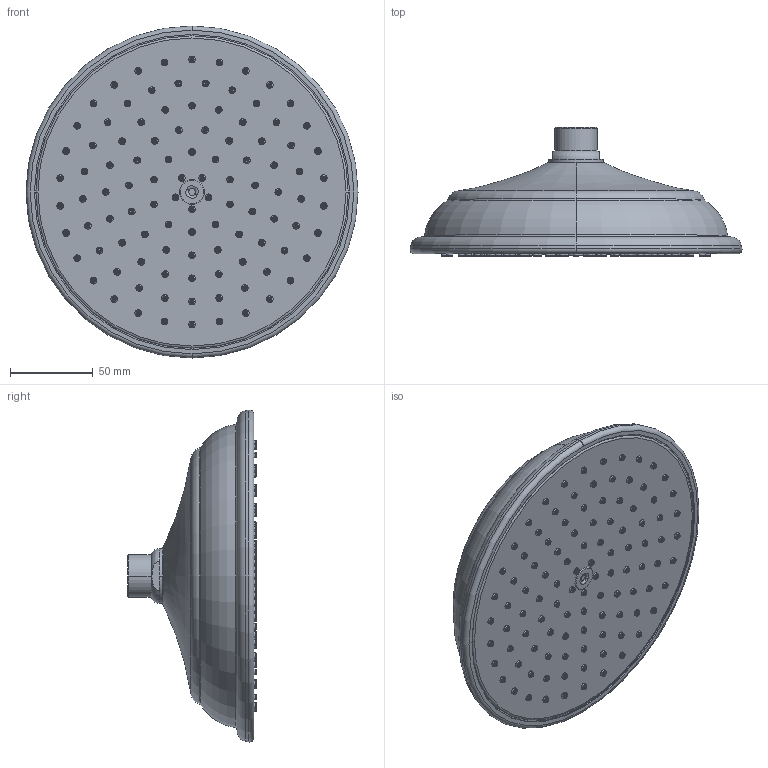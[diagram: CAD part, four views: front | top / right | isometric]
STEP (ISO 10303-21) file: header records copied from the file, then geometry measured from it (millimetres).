
FILE_DESCRIPTION((''),'2;1');
FILE_NAME('2161_SW0002','2024-05-28T18:13:03',('nehatek'),(''),'CREO PARAMETRIC BY PTC INC, 2023134','CREO PARAMETRIC BY PTC INC, 2023134','');
FILE_SCHEMA(('CONFIG_CONTROL_DESIGN'));
Length unit declared in the file: inch
Products named in the file (1): 2161_SW0002
Bounding box: 200.66 x 77.88 x 200.66 mm (x, y, z)
Volume: 1054950.8 mm3; surface area: 82786.8 mm2
Topology: 1 solids, 1 shells, 1533 faces, 3076 edges, 1974 vertices
Faces by surface type: cylinder 642, plane 441, torus 234, cone 214, bspline 2
Entity records: 65015 total; most frequent: CARTESIAN_POINT 32050, DIRECTION 7476, ORIENTED_EDGE 6152, AXIS2_PLACEMENT_3D 3301, EDGE_CURVE 3076, VERTEX_POINT 1974, EDGE_LOOP 1962, CIRCLE 1770
